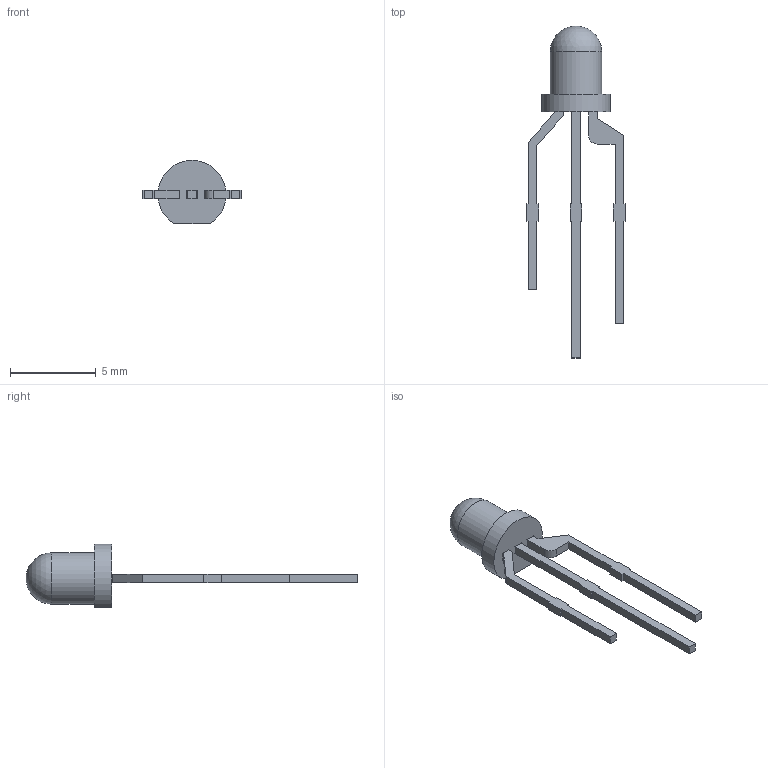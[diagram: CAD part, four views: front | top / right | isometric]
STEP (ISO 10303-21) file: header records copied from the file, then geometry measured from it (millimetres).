
FILE_DESCRIPTION(/* description */ (''),/* implementation_level */ '2;1');
FILE_NAME(/* name */ 'led 3mm 3 pin v1.step',/* time_stamp */ '2021-01-24T02:43:58+03:00',/* author */ (''),/* organization */ (''),/* preprocessor_version */ 'ST-DEVELOPER v18.1',/* originating_system */ 'Autodesk Translation Framework v9.7.1.1290',/* authorisation */ '');
FILE_SCHEMA (('AUTOMOTIVE_DESIGN { 1 0 10303 214 3 1 1 }'));
Length unit declared in the file: millimetre
Products named in the file (5): led 3mm 3 pin; Imported; Imported_2; Imported_3; Imported_4
Assembly tree (4 placements, depth 2):
  led 3mm 3 pin
    Imported
    Imported_2
    Imported_3
    Imported_4
Bounding box: 5.78 x 19.4 x 3.7 mm (x, y, z)
Volume: 47.4 mm3; surface area: 151.5 mm2
Topology: 4 solids, 4 shells, 72 faces, 183 edges, 122 vertices
Faces by surface type: plane 68, cylinder 3, sphere 1
Full cylindrical faces by diameter (mm): 3 x1
Entity records: 2293 total; most frequent: CARTESIAN_POINT 385, ORIENTED_EDGE 364, DIRECTION 352, EDGE_CURVE 182, LINE 174, VECTOR 174, VERTEX_POINT 122, AXIS2_PLACEMENT_3D 89
